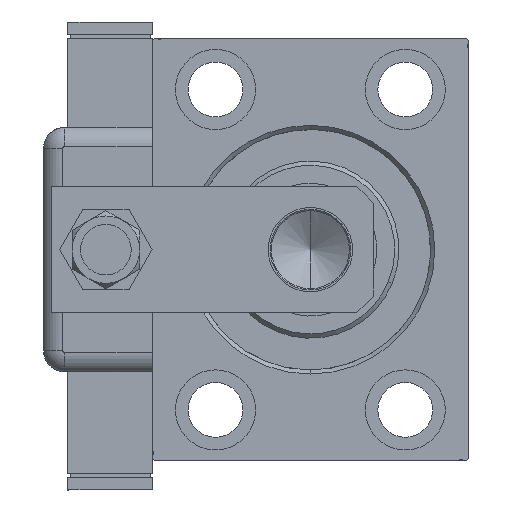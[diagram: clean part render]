
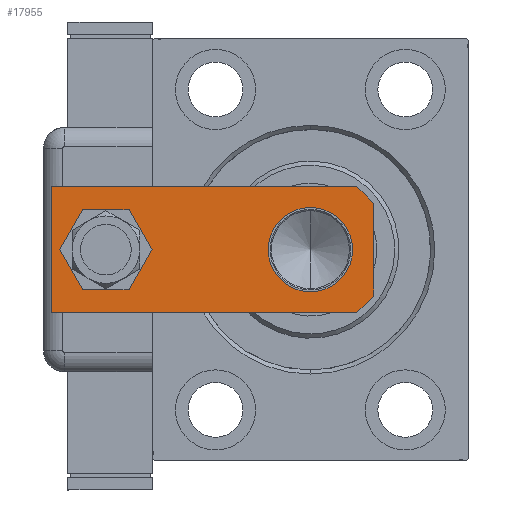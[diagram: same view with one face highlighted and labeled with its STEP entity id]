
A CAD part, left-side view. The second image highlights one B-rep face of the part: STEP entity #17955.
In plain terms, the highlighted face is planar.
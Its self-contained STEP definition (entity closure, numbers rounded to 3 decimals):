
#359 = DIRECTION ( 'NONE',  ( 0., -1., 0. ) ) ;
#1264 = DIRECTION ( 'NONE',  ( 1., 0., 0. ) ) ;
#1270 = CARTESIAN_POINT ( 'NONE',  ( 15., 76.5, 0. ) ) ;
#1839 = DIRECTION ( 'NONE',  ( 0., 0., 1. ) ) ;
#1903 = CARTESIAN_POINT ( 'NONE',  ( 0., 15., 0. ) ) ;
#1906 = CIRCLE ( 'NONE', #8707, 7. ) ;
#2587 = LINE ( 'NONE', #53417, #45850 ) ;
#2660 = CARTESIAN_POINT ( 'NONE',  ( -7., 63.5, 0. ) ) ;
#5155 = CARTESIAN_POINT ( 'NONE',  ( 10., 15., 0. ) ) ;
#5799 = DIRECTION ( 'NONE',  ( 1., 0., 0. ) ) ;
#6110 = FACE_BOUND ( 'NONE', #18150, .T. ) ;
#6336 = EDGE_CURVE ( 'NONE', #11363, #43671, #2587, .T. ) ;
#8707 = AXIS2_PLACEMENT_3D ( 'NONE', #23297, #46574, #37482 ) ;
#9211 = ORIENTED_EDGE ( 'NONE', *, *, #20220, .F. ) ;
#9484 = CARTESIAN_POINT ( 'NONE',  ( -15., 0., 0. ) ) ;
#10865 = ORIENTED_EDGE ( 'NONE', *, *, #6336, .T. ) ;
#10881 = ORIENTED_EDGE ( 'NONE', *, *, #49726, .T. ) ;
#11292 = CARTESIAN_POINT ( 'NONE',  ( 11., 0., 0. ) ) ;
#11363 = VERTEX_POINT ( 'NONE', #55335 ) ;
#14319 = LINE ( 'NONE', #9484, #52014 ) ;
#14604 = FACE_OUTER_BOUND ( 'NONE', #28856, .T. ) ;
#15209 = PLANE ( 'NONE',  #15240 ) ;
#15240 = AXIS2_PLACEMENT_3D ( 'NONE', #33357, #56658, #1264 ) ;
#15425 = ORIENTED_EDGE ( 'NONE', *, *, #32983, .T. ) ;
#16490 = DIRECTION ( 'NONE',  ( 0., 0., 1. ) ) ;
#17684 = VERTEX_POINT ( 'NONE', #43100 ) ;
#17955 = ADVANCED_FACE ( 'NONE', ( #14604, #6110, #46365 ), #15209, .F. ) ;
#18150 = EDGE_LOOP ( 'NONE', ( #15425, #10881 ) ) ;
#19046 = VERTEX_POINT ( 'NONE', #5155 ) ;
#19812 = DIRECTION ( 'NONE',  ( 1., 0., 0. ) ) ;
#19838 = EDGE_CURVE ( 'NONE', #24007, #20669, #48012, .T. ) ;
#20047 = CARTESIAN_POINT ( 'NONE',  ( 0., 15., 0. ) ) ;
#20093 = VECTOR ( 'NONE', #21044, 1000. ) ;
#20220 = EDGE_CURVE ( 'NONE', #30189, #43671, #14319, .T. ) ;
#20389 = DIRECTION ( 'NONE',  ( 0., 0., 1. ) ) ;
#20669 = VERTEX_POINT ( 'NONE', #27282 ) ;
#21044 = DIRECTION ( 'NONE',  ( 0., 1., 0. ) ) ;
#22205 = EDGE_LOOP ( 'NONE', ( #38339, #34845 ) ) ;
#22798 = CARTESIAN_POINT ( 'NONE',  ( -15., 76.5, 0. ) ) ;
#23297 = CARTESIAN_POINT ( 'NONE',  ( 0., 63.5, 0. ) ) ;
#24007 = VERTEX_POINT ( 'NONE', #1270 ) ;
#24531 = LINE ( 'NONE', #38115, #52497 ) ;
#25870 = DIRECTION ( 'NONE',  ( 1., 0., 0. ) ) ;
#27282 = CARTESIAN_POINT ( 'NONE',  ( -15., 76.5, 0. ) ) ;
#28034 = EDGE_CURVE ( 'NONE', #11363, #24007, #52213, .T. ) ;
#28856 = EDGE_LOOP ( 'NONE', ( #9211, #59260, #57622, #34097, #34250, #10865 ) ) ;
#29245 = CARTESIAN_POINT ( 'NONE',  ( 15., 0., 0. ) ) ;
#29705 = EDGE_CURVE ( 'NONE', #20669, #44609, #59709, .T. ) ;
#30189 = VERTEX_POINT ( 'NONE', #35645 ) ;
#31004 = CIRCLE ( 'NONE', #52238, 10. ) ;
#31392 = CIRCLE ( 'NONE', #35247, 7. ) ;
#32983 = EDGE_CURVE ( 'NONE', #54726, #17684, #1906, .T. ) ;
#33357 = CARTESIAN_POINT ( 'NONE',  ( 0., 0., 0. ) ) ;
#33603 = DIRECTION ( 'NONE',  ( -0.707, 0.707, 0. ) ) ;
#34097 = ORIENTED_EDGE ( 'NONE', *, *, #19838, .F. ) ;
#34250 = ORIENTED_EDGE ( 'NONE', *, *, #28034, .F. ) ;
#34845 = ORIENTED_EDGE ( 'NONE', *, *, #40130, .T. ) ;
#35247 = AXIS2_PLACEMENT_3D ( 'NONE', #58238, #16490, #25870 ) ;
#35645 = CARTESIAN_POINT ( 'NONE',  ( -11., 0., 0. ) ) ;
#36465 = CARTESIAN_POINT ( 'NONE',  ( -15., 4., 0. ) ) ;
#37482 = DIRECTION ( 'NONE',  ( 1., 0., 0. ) ) ;
#38059 = VERTEX_POINT ( 'NONE', #49146 ) ;
#38115 = CARTESIAN_POINT ( 'NONE',  ( -11., 0., 0. ) ) ;
#38339 = ORIENTED_EDGE ( 'NONE', *, *, #38957, .T. ) ;
#38957 = EDGE_CURVE ( 'NONE', #38059, #19046, #31004, .T. ) ;
#40130 = EDGE_CURVE ( 'NONE', #19046, #38059, #51331, .T. ) ;
#41395 = VECTOR ( 'NONE', #359, 1000. ) ;
#42631 = AXIS2_PLACEMENT_3D ( 'NONE', #20047, #1839, #5799 ) ;
#43100 = CARTESIAN_POINT ( 'NONE',  ( 7., 63.5, 0. ) ) ;
#43671 = VERTEX_POINT ( 'NONE', #11292 ) ;
#44335 = DIRECTION ( 'NONE',  ( -0.707, -0.707, 0. ) ) ;
#44609 = VERTEX_POINT ( 'NONE', #36465 ) ;
#45850 = VECTOR ( 'NONE', #44335, 1000. ) ;
#46218 = EDGE_CURVE ( 'NONE', #30189, #44609, #24531, .T. ) ;
#46365 = FACE_BOUND ( 'NONE', #22205, .T. ) ;
#46574 = DIRECTION ( 'NONE',  ( 0., 0., 1. ) ) ;
#47715 = DIRECTION ( 'NONE',  ( -1., 0., 0. ) ) ;
#48012 = LINE ( 'NONE', #56516, #55873 ) ;
#49146 = CARTESIAN_POINT ( 'NONE',  ( -10., 15., 0. ) ) ;
#49726 = EDGE_CURVE ( 'NONE', #17684, #54726, #31392, .T. ) ;
#51219 = DIRECTION ( 'NONE',  ( 1., 0., 0. ) ) ;
#51331 = CIRCLE ( 'NONE', #42631, 10. ) ;
#52014 = VECTOR ( 'NONE', #51219, 1000. ) ;
#52213 = LINE ( 'NONE', #29245, #20093 ) ;
#52238 = AXIS2_PLACEMENT_3D ( 'NONE', #1903, #20389, #19812 ) ;
#52497 = VECTOR ( 'NONE', #33603, 1000. ) ;
#53417 = CARTESIAN_POINT ( 'NONE',  ( 15., 4., 0. ) ) ;
#54726 = VERTEX_POINT ( 'NONE', #2660 ) ;
#55335 = CARTESIAN_POINT ( 'NONE',  ( 15., 4., 0. ) ) ;
#55873 = VECTOR ( 'NONE', #47715, 1000. ) ;
#56516 = CARTESIAN_POINT ( 'NONE',  ( 15., 76.5, 0. ) ) ;
#56658 = DIRECTION ( 'NONE',  ( 0., 0., 1. ) ) ;
#57622 = ORIENTED_EDGE ( 'NONE', *, *, #29705, .F. ) ;
#58238 = CARTESIAN_POINT ( 'NONE',  ( 0., 63.5, 0. ) ) ;
#59260 = ORIENTED_EDGE ( 'NONE', *, *, #46218, .T. ) ;
#59709 = LINE ( 'NONE', #22798, #41395 ) ;
